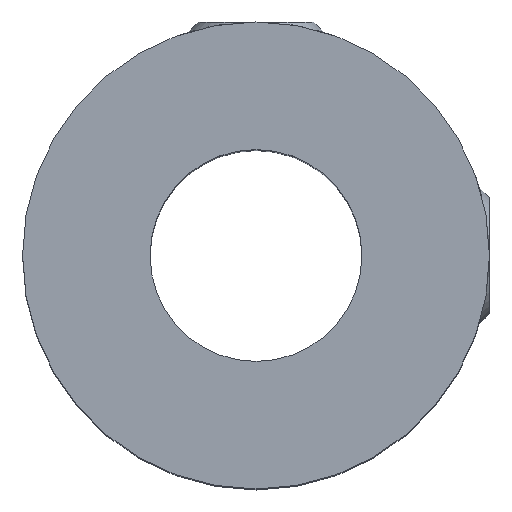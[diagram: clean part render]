
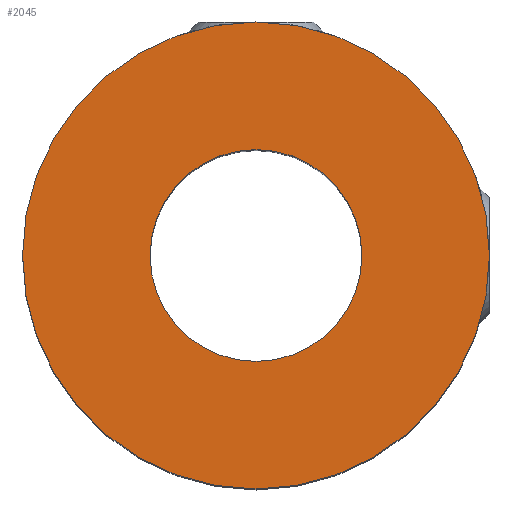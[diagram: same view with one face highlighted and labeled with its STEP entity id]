
A CAD part, top view. The second image highlights one B-rep face of the part: STEP entity #2045.
In plain terms, the highlighted planar face has unit normal (0, 0, 1).
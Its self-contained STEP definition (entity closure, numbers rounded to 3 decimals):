
#116 = CARTESIAN_POINT ( 'NONE',  ( 0., 0., 18. ) ) ;
#214 = DIRECTION ( 'NONE',  ( 0., 0., 1. ) ) ;
#457 = CARTESIAN_POINT ( 'NONE',  ( -3.175, 0., 18. ) ) ;
#672 = DIRECTION ( 'NONE',  ( 1., 0., 0. ) ) ;
#683 = DIRECTION ( 'NONE',  ( 0., 0., 1. ) ) ;
#994 = DIRECTION ( 'NONE',  ( -1., 0., 0. ) ) ;
#1357 = CARTESIAN_POINT ( 'NONE',  ( 0., 0., 18. ) ) ;
#1460 = ORIENTED_EDGE ( 'NONE', *, *, #7296, .F. ) ;
#1560 = CARTESIAN_POINT ( 'NONE',  ( 0., 0., 18. ) ) ;
#1570 = DIRECTION ( 'NONE',  ( 0., 0., -1. ) ) ;
#1605 = CIRCLE ( 'NONE', #5761, 3.175 ) ;
#1621 = VERTEX_POINT ( 'NONE', #3172 ) ;
#1787 = EDGE_CURVE ( 'NONE', #1621, #3487, #5924, .T. ) ;
#1997 = EDGE_LOOP ( 'NONE', ( #1460, #4384 ) ) ;
#2045 = ADVANCED_FACE ( 'NONE', ( #4098, #3463 ), #6409, .T. ) ;
#2257 = DIRECTION ( 'NONE',  ( 0., 0., -1. ) ) ;
#2267 = CIRCLE ( 'NONE', #7509, 3.175 ) ;
#2313 = AXIS2_PLACEMENT_3D ( 'NONE', #7518, #5914, #672 ) ;
#2821 = CARTESIAN_POINT ( 'NONE',  ( 0., 0., 18. ) ) ;
#2840 = AXIS2_PLACEMENT_3D ( 'NONE', #1560, #2257, #994 ) ;
#3172 = CARTESIAN_POINT ( 'NONE',  ( -7., 0., 18. ) ) ;
#3268 = AXIS2_PLACEMENT_3D ( 'NONE', #2821, #1570, #3324 ) ;
#3324 = DIRECTION ( 'NONE',  ( -1., 0., 0. ) ) ;
#3463 = FACE_OUTER_BOUND ( 'NONE', #5163, .T. ) ;
#3487 = VERTEX_POINT ( 'NONE', #4905 ) ;
#4098 = FACE_BOUND ( 'NONE', #1997, .T. ) ;
#4379 = VERTEX_POINT ( 'NONE', #457 ) ;
#4384 = ORIENTED_EDGE ( 'NONE', *, *, #5373, .F. ) ;
#4905 = CARTESIAN_POINT ( 'NONE',  ( 7., 0., 18. ) ) ;
#5132 = ORIENTED_EDGE ( 'NONE', *, *, #6121, .F. ) ;
#5163 = EDGE_LOOP ( 'NONE', ( #5503, #5132 ) ) ;
#5373 = EDGE_CURVE ( 'NONE', #4379, #6362, #1605, .T. ) ;
#5503 = ORIENTED_EDGE ( 'NONE', *, *, #1787, .F. ) ;
#5761 = AXIS2_PLACEMENT_3D ( 'NONE', #116, #683, #6955 ) ;
#5914 = DIRECTION ( 'NONE',  ( 0., 0., 1. ) ) ;
#5924 = CIRCLE ( 'NONE', #3268, 7. ) ;
#6024 = DIRECTION ( 'NONE',  ( 1., 0., 0. ) ) ;
#6029 = CARTESIAN_POINT ( 'NONE',  ( 3.175, 0., 18. ) ) ;
#6121 = EDGE_CURVE ( 'NONE', #3487, #1621, #6592, .T. ) ;
#6362 = VERTEX_POINT ( 'NONE', #6029 ) ;
#6409 = PLANE ( 'NONE',  #2313 ) ;
#6592 = CIRCLE ( 'NONE', #2840, 7. ) ;
#6955 = DIRECTION ( 'NONE',  ( 1., 0., 0. ) ) ;
#7296 = EDGE_CURVE ( 'NONE', #6362, #4379, #2267, .T. ) ;
#7509 = AXIS2_PLACEMENT_3D ( 'NONE', #1357, #214, #6024 ) ;
#7518 = CARTESIAN_POINT ( 'NONE',  ( 0., 0., 18. ) ) ;
